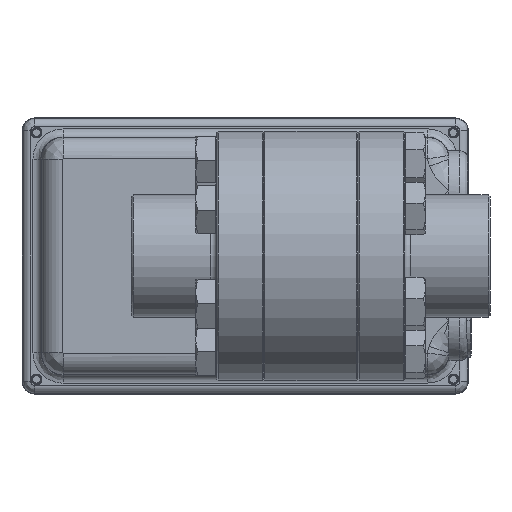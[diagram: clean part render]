
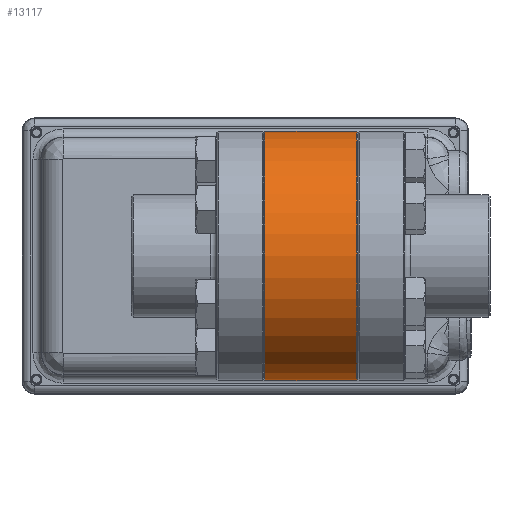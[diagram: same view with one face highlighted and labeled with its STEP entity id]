
A CAD part, front view. The second image highlights one B-rep face of the part: STEP entity #13117.
In plain terms, the highlighted cylindrical face has radius 48.895 mm (diameter 97.79 mm), a partial arc.
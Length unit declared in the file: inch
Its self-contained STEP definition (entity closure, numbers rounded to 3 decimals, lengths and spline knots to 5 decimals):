
#3029 = CIRCLE ( 'NONE', #13218, 1.925 ) ;
#4900 = AXIS2_PLACEMENT_3D ( 'NONE', #18796, #43587, #22331 ) ;
#4962 = CARTESIAN_POINT ( 'NONE',  ( -0.42691, 0.61507, 2.08054 ) ) ;
#5839 = CARTESIAN_POINT ( 'NONE',  ( -0.44691, 0.61507, -1.76946 ) ) ;
#6882 = VERTEX_POINT ( 'NONE', #5839 ) ;
#8545 = DIRECTION ( 'NONE',  ( -1., 0., 0. ) ) ;
#10421 = ORIENTED_EDGE ( 'NONE', *, *, #28091, .T. ) ;
#11115 = CARTESIAN_POINT ( 'NONE',  ( -0.42691, 0.61507, -1.76946 ) ) ;
#11177 = ORIENTED_EDGE ( 'NONE', *, *, #25963, .T. ) ;
#13117 = ADVANCED_FACE ( 'NONE', ( #24520 ), #32822, .T. ) ;
#13218 = AXIS2_PLACEMENT_3D ( 'NONE', #15908, #40694, #19458 ) ;
#13435 = CARTESIAN_POINT ( 'NONE',  ( -1.86691, 0.61507, 2.08054 ) ) ;
#14659 = DIRECTION ( 'NONE',  ( -1., 0., 0. ) ) ;
#15072 = VERTEX_POINT ( 'NONE', #13435 ) ;
#15114 = ORIENTED_EDGE ( 'NONE', *, *, #36620, .T. ) ;
#15762 = LINE ( 'NONE', #11115, #44036 ) ;
#15908 = CARTESIAN_POINT ( 'NONE',  ( -1.86691, 0.61507, 0.15554 ) ) ;
#17054 = DIRECTION ( 'NONE',  ( -1., 0., 0. ) ) ;
#18796 = CARTESIAN_POINT ( 'NONE',  ( -0.42691, 0.61507, 0.15554 ) ) ;
#19458 = DIRECTION ( 'NONE',  ( 0., 0., -1. ) ) ;
#19594 = CIRCLE ( 'NONE', #23535, 1.925 ) ;
#21161 = VECTOR ( 'NONE', #8545, 39.37008 ) ;
#22331 = DIRECTION ( 'NONE',  ( 0., 0., 1. ) ) ;
#23447 = VERTEX_POINT ( 'NONE', #29952 ) ;
#23535 = AXIS2_PLACEMENT_3D ( 'NONE', #38264, #17054, #41864 ) ;
#24038 = ORIENTED_EDGE ( 'NONE', *, *, #25582, .F. ) ;
#24520 = FACE_OUTER_BOUND ( 'NONE', #36940, .T. ) ;
#25582 = EDGE_CURVE ( 'NONE', #6882, #23447, #15762, .T. ) ;
#25963 = EDGE_CURVE ( 'NONE', #6882, #33293, #19594, .T. ) ;
#27984 = CARTESIAN_POINT ( 'NONE',  ( -0.44691, 0.61507, 2.08054 ) ) ;
#28091 = EDGE_CURVE ( 'NONE', #33293, #15072, #30576, .T. ) ;
#29952 = CARTESIAN_POINT ( 'NONE',  ( -1.86691, 0.61507, -1.76946 ) ) ;
#30576 = LINE ( 'NONE', #4962, #21161 ) ;
#32822 = CYLINDRICAL_SURFACE ( 'NONE', #4900, 1.925 ) ;
#33293 = VERTEX_POINT ( 'NONE', #27984 ) ;
#36620 = EDGE_CURVE ( 'NONE', #15072, #23447, #3029, .T. ) ;
#36940 = EDGE_LOOP ( 'NONE', ( #24038, #11177, #10421, #15114 ) ) ;
#38264 = CARTESIAN_POINT ( 'NONE',  ( -0.44691, 0.61507, 0.15554 ) ) ;
#40694 = DIRECTION ( 'NONE',  ( 1., 0., 0. ) ) ;
#41864 = DIRECTION ( 'NONE',  ( 0., 0., -1. ) ) ;
#43587 = DIRECTION ( 'NONE',  ( -1., 0., 0. ) ) ;
#44036 = VECTOR ( 'NONE', #14659, 39.37008 ) ;
